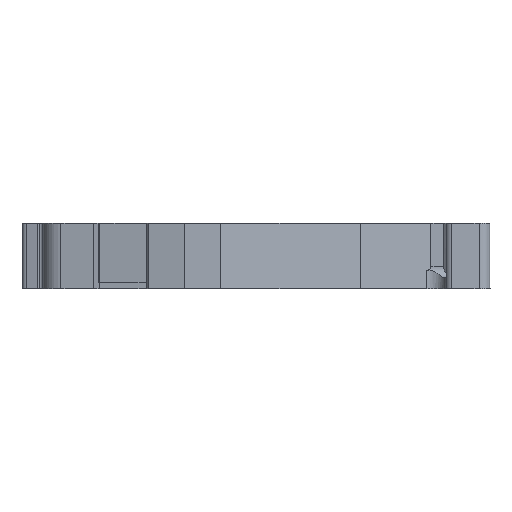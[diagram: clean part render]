
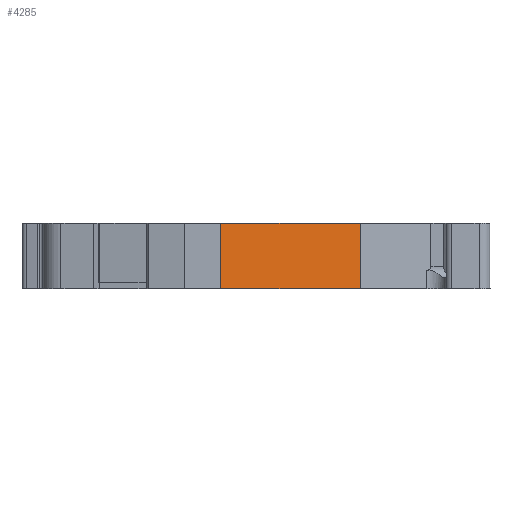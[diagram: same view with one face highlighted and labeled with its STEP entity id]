
A CAD part, left-side view. The second image highlights one B-rep face of the part: STEP entity #4285.
In plain terms, the highlighted planar face has unit normal (-0.986, -0.165, 0).
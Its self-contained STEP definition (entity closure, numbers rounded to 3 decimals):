
#739 = CARTESIAN_POINT ( 'NONE',  ( -95.416, -39.486, 21.488 ) ) ;
#2228 = VERTEX_POINT ( 'NONE', #6984 ) ;
#3470 = LINE ( 'NONE', #10025, #5893 ) ;
#3565 = CARTESIAN_POINT ( 'NONE',  ( -105.531, 20.954, 21.488 ) ) ;
#3666 = VERTEX_POINT ( 'NONE', #3565 ) ;
#3825 = VECTOR ( 'NONE', #12756, 1000. ) ;
#4130 = ORIENTED_EDGE ( 'NONE', *, *, #4684, .F. ) ;
#4285 = ADVANCED_FACE ( 'NONE', ( #8403 ), #6488, .F. ) ;
#4684 = EDGE_CURVE ( 'NONE', #8466, #9799, #7199, .T. ) ;
#4859 = DIRECTION ( 'NONE',  ( 0., 0., -1. ) ) ;
#4914 = AXIS2_PLACEMENT_3D ( 'NONE', #9695, #5466, #8923 ) ;
#4945 = CARTESIAN_POINT ( 'NONE',  ( -95.416, -39.486, 27.488 ) ) ;
#4964 = LINE ( 'NONE', #739, #7363 ) ;
#5405 = EDGE_CURVE ( 'NONE', #8466, #3666, #3470, .T. ) ;
#5466 = DIRECTION ( 'NONE',  ( 0.986, 0.165, 0. ) ) ;
#5522 = CARTESIAN_POINT ( 'NONE',  ( -103.394, 8.186, 27.488 ) ) ;
#5893 = VECTOR ( 'NONE', #4859, 1000. ) ;
#6488 = PLANE ( 'NONE',  #4914 ) ;
#6552 = LINE ( 'NONE', #5522, #3825 ) ;
#6943 = CARTESIAN_POINT ( 'NONE',  ( -103.394, 8.186, 27.488 ) ) ;
#6984 = CARTESIAN_POINT ( 'NONE',  ( -103.394, 8.186, 21.488 ) ) ;
#7199 = LINE ( 'NONE', #4945, #9608 ) ;
#7363 = VECTOR ( 'NONE', #10018, 1000. ) ;
#7488 = EDGE_CURVE ( 'NONE', #9799, #2228, #6552, .T. ) ;
#8403 = FACE_OUTER_BOUND ( 'NONE', #12179, .T. ) ;
#8466 = VERTEX_POINT ( 'NONE', #11443 ) ;
#8589 = ORIENTED_EDGE ( 'NONE', *, *, #11720, .T. ) ;
#8923 = DIRECTION ( 'NONE',  ( -0.165, 0.986, 0. ) ) ;
#9427 = DIRECTION ( 'NONE',  ( 0.165, -0.986, 0. ) ) ;
#9608 = VECTOR ( 'NONE', #9427, 1000. ) ;
#9695 = CARTESIAN_POINT ( 'NONE',  ( -95.416, -39.486, 27.488 ) ) ;
#9799 = VERTEX_POINT ( 'NONE', #6943 ) ;
#10018 = DIRECTION ( 'NONE',  ( 0.165, -0.986, 0. ) ) ;
#10025 = CARTESIAN_POINT ( 'NONE',  ( -105.531, 20.954, 27.488 ) ) ;
#10491 = ORIENTED_EDGE ( 'NONE', *, *, #7488, .F. ) ;
#10524 = ORIENTED_EDGE ( 'NONE', *, *, #5405, .T. ) ;
#11443 = CARTESIAN_POINT ( 'NONE',  ( -105.531, 20.954, 27.488 ) ) ;
#11720 = EDGE_CURVE ( 'NONE', #3666, #2228, #4964, .T. ) ;
#12179 = EDGE_LOOP ( 'NONE', ( #8589, #10491, #4130, #10524 ) ) ;
#12756 = DIRECTION ( 'NONE',  ( 0., 0., -1. ) ) ;
